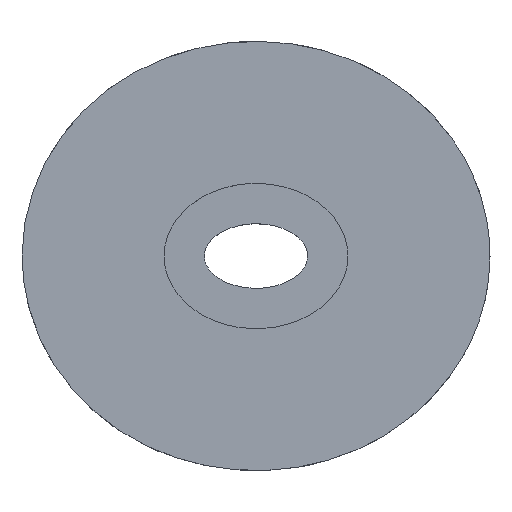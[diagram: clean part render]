
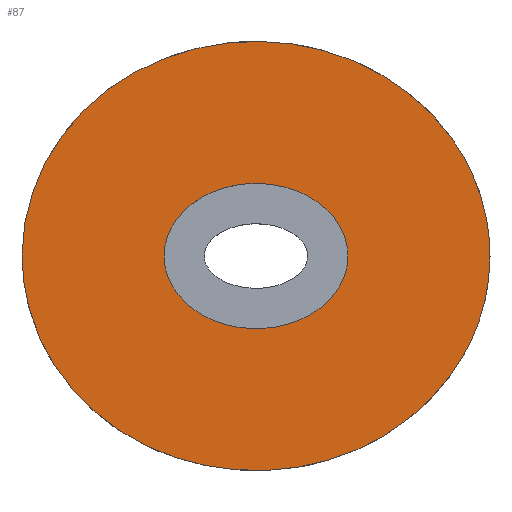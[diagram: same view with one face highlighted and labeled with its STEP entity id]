
A CAD part, top view. The second image highlights one B-rep face of the part: STEP entity #87.
In plain terms, the highlighted planar face has unit normal (0, 0, 1).
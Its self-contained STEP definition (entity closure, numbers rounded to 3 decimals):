
#15=B_SPLINE_CURVE_WITH_KNOTS('',3,(#245,#246,#247,#248,#249,#250,#251,
#252,#253,#254,#255,#256,#257,#258,#259,#260,#261),.UNSPECIFIED.,.T.,.F.,
(4,1,1,1,1,1,1,1,1,1,1,1,1,1,4),(-3.142,-2.693,-2.244,
-1.646,-1.346,-0.748,-0.449,
-0.15,0.15,0.449,1.047,
1.346,2.244,2.693,3.142),
 .UNSPECIFIED.);
#20=FACE_BOUND('',#37,.T.);
#23=PLANE('',#108);
#29=FACE_OUTER_BOUND('',#36,.T.);
#36=EDGE_LOOP('',(#77));
#37=EDGE_LOOP('',(#78));
#44=ELLIPSE('',#103,7.125,5.625);
#48=VERTEX_POINT('',#147);
#52=VERTEX_POINT('',#244);
#54=EDGE_CURVE('',#48,#48,#44,.T.);
#60=EDGE_CURVE('',#52,#52,#15,.F.);
#77=ORIENTED_EDGE('',*,*,#60,.T.);
#78=ORIENTED_EDGE('',*,*,#54,.T.);
#87=ADVANCED_FACE('',(#29,#20),#23,.T.);
#103=AXIS2_PLACEMENT_3D('',#148,#112,#113);
#108=AXIS2_PLACEMENT_3D('',#284,#124,#125);
#112=DIRECTION('center_axis',(0.,0.,-1.));
#113=DIRECTION('ref_axis',(-1.,0.,0.));
#124=DIRECTION('center_axis',(0.,0.,1.));
#125=DIRECTION('ref_axis',(1.,0.,0.));
#147=CARTESIAN_POINT('',(7.125,0.,4.5));
#148=CARTESIAN_POINT('Origin',(0.,0.,4.5));
#244=CARTESIAN_POINT('',(-18.125,0.,4.5));
#245=CARTESIAN_POINT('Ctrl Pts',(-18.125,0.,4.5));
#246=CARTESIAN_POINT('Ctrl Pts',(-18.125,2.614,4.5));
#247=CARTESIAN_POINT('Ctrl Pts',(-16.742,7.824,4.5));
#248=CARTESIAN_POINT('Ctrl Pts',(-10.711,14.352,4.5));
#249=CARTESIAN_POINT('Ctrl Pts',(-3.058,16.925,4.5));
#250=CARTESIAN_POINT('Ctrl Pts',(5.663,16.359,4.5));
#251=CARTESIAN_POINT('Ctrl Pts',(12.102,13.166,4.5));
#252=CARTESIAN_POINT('Ctrl Pts',(16.429,7.64,4.5));
#253=CARTESIAN_POINT('Ctrl Pts',(18.197,2.653,4.5));
#254=CARTESIAN_POINT('Ctrl Pts',(18.199,-2.65,4.5));
#255=CARTESIAN_POINT('Ctrl Pts',(15.838,-9.323,4.5));
#256=CARTESIAN_POINT('Ctrl Pts',(10.532,-14.208,4.5));
#257=CARTESIAN_POINT('Ctrl Pts',(0.617,-17.609,4.5));
#258=CARTESIAN_POINT('Ctrl Pts',(-9.5,-15.678,4.5));
#259=CARTESIAN_POINT('Ctrl Pts',(-16.743,-7.816,4.5));
#260=CARTESIAN_POINT('Ctrl Pts',(-18.125,-2.614,4.5));
#261=CARTESIAN_POINT('Ctrl Pts',(-18.125,0.,4.5));
#284=CARTESIAN_POINT('Origin',(0.,0.,4.5));
